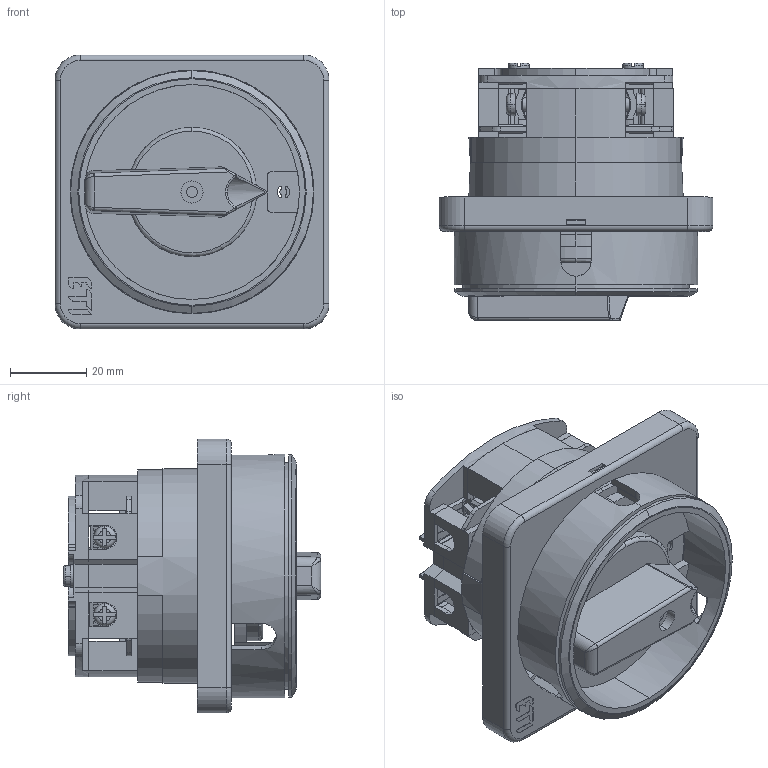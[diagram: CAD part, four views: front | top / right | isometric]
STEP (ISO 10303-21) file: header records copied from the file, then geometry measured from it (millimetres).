
FILE_DESCRIPTION((''),'2;1');
FILE_NAME('BS32_90LK_ASM','2021-12-07T',('marketing.praksa'),('Audax d.o.o.'),'CREO PARAMETRIC BY PTC INC, 2017480','CREO PARAMETRIC BY PTC INC, 2017480','');
FILE_SCHEMA(('AUTOMOTIVE_DESIGN { 1 0 10303 214 1 1 1 1 }'));
Length unit declared in the file: millimetre
Products named in the file (21): PLAIN_WASHER_CLEVIS_PIN_GR-7779; KUKISTE_SO_DZVEZDA_KOMPLET-7780; S_-301349_-ZAVRTKA_SO_STEL-7781; BLOKBS30_1-1-SOLID1; ZAVRTKA_M3X6_1_2-1-SOLID1; KOMPLET_BS40_BRAVA_LK_TONI-7784; S_-301349_-ZAVRTKA_SO_STEL-7785; ZADPLOCABS30_1-1-SOLID1; ZAVRTKA_M3X6_1_2-2-SOLID1; KOMPLET_BS40_BRAVA_LK_TONI-7789; S_-301349_-ZAVRTKA_SO_STEL-7790; S_-301349_-ZAVRTKA_SO_STEL-7791; KUKISTE_SO_DZVEZDA_KOMPLET-7792; S_-301349_-ZAVRTKA_SO_STEL-7793; S_-301349_-ZAVRTKA_SO_STEL-7794; PLAIN_WASHER_CLEVIS_PIN_GR-7795; S_-301349_-ZAVRTKA_SO_STEL-7796; S_-301349_-ZAVRTKA_SO_STEL-7797; KOMPLET_BS40_BRAVA_LK_TONI-7798; PRT9565; BS32_90LK_ASM
Assembly tree (20 placements, depth 2):
  BS32_90LK_ASM
    PLAIN_WASHER_CLEVIS_PIN_GR-7779
    KUKISTE_SO_DZVEZDA_KOMPLET-7780
    S_-301349_-ZAVRTKA_SO_STEL-7781
    BLOKBS30_1-1-SOLID1
    ZAVRTKA_M3X6_1_2-1-SOLID1
    KOMPLET_BS40_BRAVA_LK_TONI-7784
    S_-301349_-ZAVRTKA_SO_STEL-7785
    ZADPLOCABS30_1-1-SOLID1
    ZAVRTKA_M3X6_1_2-2-SOLID1
    KOMPLET_BS40_BRAVA_LK_TONI-7789
    S_-301349_-ZAVRTKA_SO_STEL-7790
    S_-301349_-ZAVRTKA_SO_STEL-7791
    KUKISTE_SO_DZVEZDA_KOMPLET-7792
    S_-301349_-ZAVRTKA_SO_STEL-7793
    S_-301349_-ZAVRTKA_SO_STEL-7794
    PLAIN_WASHER_CLEVIS_PIN_GR-7795
    S_-301349_-ZAVRTKA_SO_STEL-7796
    S_-301349_-ZAVRTKA_SO_STEL-7797
    KOMPLET_BS40_BRAVA_LK_TONI-7798
    PRT9565
Bounding box: 72 x 67.65 x 72 mm (x, y, z)
Volume: 80216.3 mm3; surface area: 92777.5 mm2
Topology: 22 solids, 22 shells, 2720 faces, 7581 edges, 4979 vertices
Faces by surface type: plane 1601, cylinder 901, bspline 91, cone 66, torus 58, sphere 3
Entity records: 134898 total; most frequent: CARTESIAN_POINT 21516, ORIENTED_EDGE 15086, DIRECTION 14320, PRESENTATION_STYLE_ASSIGNMENT 10285, STYLED_ITEM 10285, CURVE_STYLE 7543, EDGE_CURVE 7543, VERTEX_POINT 4979
